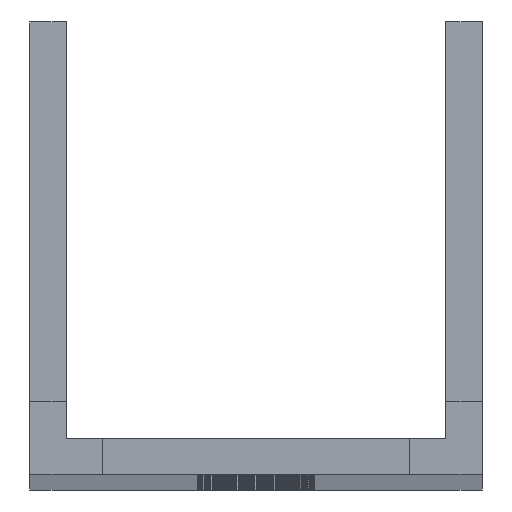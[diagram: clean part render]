
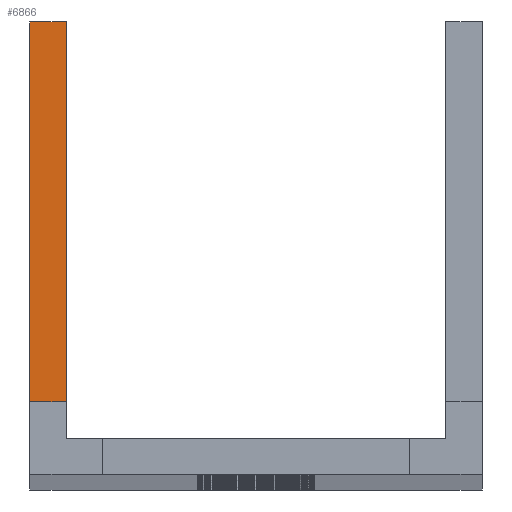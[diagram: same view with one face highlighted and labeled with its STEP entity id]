
A CAD part, top view. The second image highlights one B-rep face of the part: STEP entity #6866.
In plain terms, the highlighted planar face has unit normal (0, 0, 1).
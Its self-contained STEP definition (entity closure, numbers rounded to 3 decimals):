
#821=FACE_OUTER_BOUND('',#1264,.T.);
#1264=EDGE_LOOP('',(#5622,#5623,#5624,#5625));
#1575=LINE('',#10158,#2223);
#1630=LINE('',#10367,#2278);
#1635=LINE('',#10376,#2283);
#1936=LINE('',#11178,#2584);
#2223=VECTOR('',#8105,10.);
#2278=VECTOR('',#8262,10.);
#2283=VECTOR('',#8269,10.);
#2584=VECTOR('',#9172,10.);
#3017=VERTEX_POINT('',#10155);
#3018=VERTEX_POINT('',#10157);
#3121=VERTEX_POINT('',#10365);
#3124=VERTEX_POINT('',#10374);
#3653=EDGE_CURVE('',#3018,#3017,#1575,.T.);
#3758=EDGE_CURVE('',#3017,#3121,#1630,.T.);
#3763=EDGE_CURVE('',#3121,#3124,#1635,.T.);
#4164=EDGE_CURVE('',#3124,#3018,#1936,.T.);
#5622=ORIENTED_EDGE('',*,*,#3758,.T.);
#5623=ORIENTED_EDGE('',*,*,#3763,.T.);
#5624=ORIENTED_EDGE('',*,*,#4164,.T.);
#5625=ORIENTED_EDGE('',*,*,#3653,.T.);
#6279=PLANE('',#7507);
#6866=ADVANCED_FACE('',(#821),#6279,.T.);
#7507=AXIS2_PLACEMENT_3D('',#11177,#9170,#9171);
#8105=DIRECTION('',(0.,-1.,0.));
#8262=DIRECTION('',(1.,0.,0.));
#8269=DIRECTION('',(0.,1.,0.));
#9170=DIRECTION('center_axis',(0.,0.,1.));
#9171=DIRECTION('ref_axis',(1.,0.,0.));
#9172=DIRECTION('',(-1.,0.,0.));
#10155=CARTESIAN_POINT('',(-50.,8.,0.));
#10157=CARTESIAN_POINT('',(-50.,50.,0.));
#10158=CARTESIAN_POINT('',(-50.,-1.048,0.));
#10365=CARTESIAN_POINT('',(-46.,8.,0.));
#10367=CARTESIAN_POINT('',(-46.88,8.,0.));
#10374=CARTESIAN_POINT('',(-46.,50.,0.));
#10376=CARTESIAN_POINT('',(-46.,-1.048,0.));
#11177=CARTESIAN_POINT('Origin',(-50.,8.,0.));
#11178=CARTESIAN_POINT('',(-46.,50.,0.));
